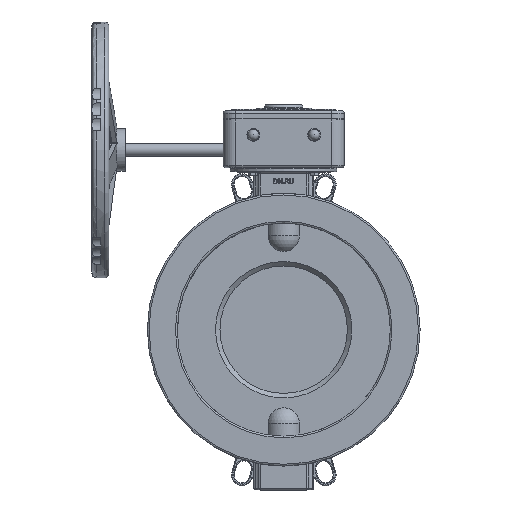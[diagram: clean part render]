
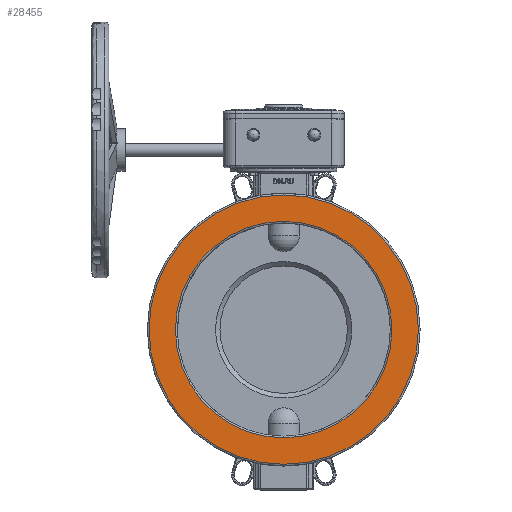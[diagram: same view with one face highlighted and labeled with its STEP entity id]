
A CAD part, top view. The second image highlights one B-rep face of the part: STEP entity #28455.
In plain terms, the highlighted planar face has unit normal (0, 0, 1).
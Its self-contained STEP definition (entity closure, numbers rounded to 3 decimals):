
#1335=CIRCLE('',#30637,127.);
#1338=CIRCLE('',#30641,158.);
#2625=FACE_BOUND('',#5028,.T.);
#3269=FACE_OUTER_BOUND('',#5027,.T.);
#5027=EDGE_LOOP('',(#18847));
#5028=EDGE_LOOP('',(#18848));
#11420=VERTEX_POINT('',#43389);
#11422=VERTEX_POINT('',#43395);
#14161=EDGE_CURVE('',#11420,#11420,#1335,.T.);
#14164=EDGE_CURVE('',#11422,#11422,#1338,.T.);
#18847=ORIENTED_EDGE('',*,*,#14164,.F.);
#18848=ORIENTED_EDGE('',*,*,#14161,.F.);
#26100=PLANE('',#30640);
#28455=ADVANCED_FACE('',(#3269,#2625),#26100,.T.);
#30637=AXIS2_PLACEMENT_3D('',#43390,#34472,#34473);
#30640=AXIS2_PLACEMENT_3D('',#43394,#34478,#34479);
#30641=AXIS2_PLACEMENT_3D('',#43396,#34480,#34481);
#34472=DIRECTION('center_axis',(0.,0.,1.));
#34473=DIRECTION('ref_axis',(-1.,0.,0.));
#34478=DIRECTION('center_axis',(0.,0.,1.));
#34479=DIRECTION('ref_axis',(1.,0.,0.));
#34480=DIRECTION('center_axis',(0.,0.,-1.));
#34481=DIRECTION('ref_axis',(-1.,0.,0.));
#43389=CARTESIAN_POINT('',(127.,0.,34.));
#43390=CARTESIAN_POINT('Origin',(0.,0.,34.));
#43394=CARTESIAN_POINT('Origin',(0.,0.,34.));
#43395=CARTESIAN_POINT('',(-158.,0.,34.));
#43396=CARTESIAN_POINT('Origin',(0.,0.,34.));
